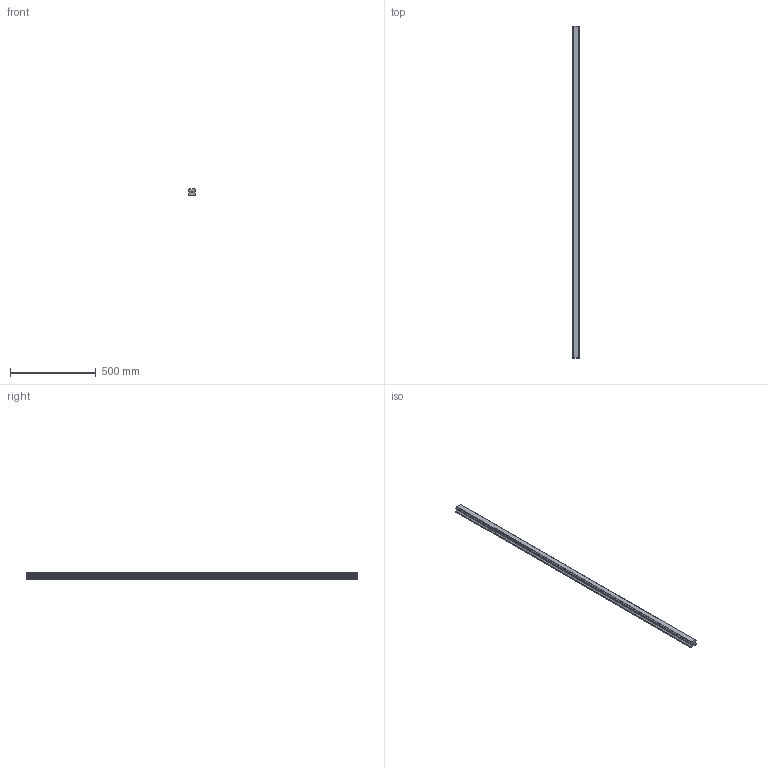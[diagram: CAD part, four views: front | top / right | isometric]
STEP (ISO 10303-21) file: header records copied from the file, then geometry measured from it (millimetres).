
FILE_DESCRIPTION(('STEP AP214'),'1');
FILE_NAME('cctmp_FBCFEE0F-6E38-4D9A-94E6-07A83979CFC2_2021_02_01_10_36_31_0766..stp','2021-02-01T09:36:31',('HIWIN GmbH'),('CADClick - www.CADClick.com'),'Spatial InterOp 3D',' ','unknown authorization');
FILE_SCHEMA(('AUTOMOTIVE_DESIGN'));
Length unit declared in the file: millimetre
Products named in the file (1): HGR45T1940C_FILE
Bounding box: 45 x 1940 x 38 mm (x, y, z)
Volume: 2715701 mm3; surface area: 352808.9 mm2
Topology: 1 solids, 1 shells, 173 faces, 463 edges, 277 vertices
Faces by surface type: plane 93, cylinder 42, cone 38
Entity records: 6459 total; most frequent: CARTESIAN_POINT 876, DIRECTION 857, ORIENTED_EDGE 850, EDGE_CURVE 425, LINE 341, VECTOR 341, VERTEX_POINT 277, AXIS2_PLACEMENT_3D 258
